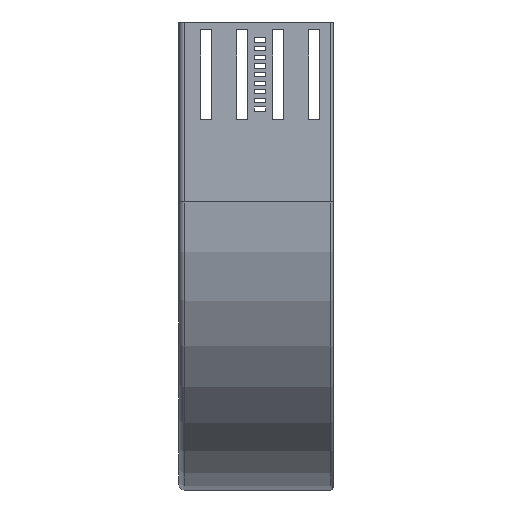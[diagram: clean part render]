
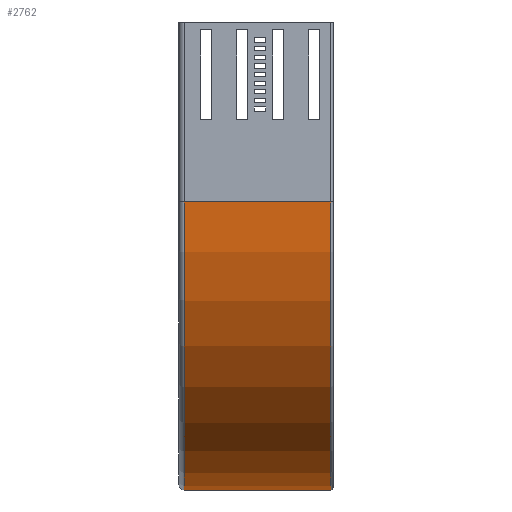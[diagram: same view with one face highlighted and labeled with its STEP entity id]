
A CAD part, left-side view. The second image highlights one B-rep face of the part: STEP entity #2762.
In plain terms, the highlighted cylindrical face has radius 200 mm (diameter 400 mm), a partial arc.
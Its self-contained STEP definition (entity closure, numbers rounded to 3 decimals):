
#74 = DIRECTION ( 'NONE',  ( -1., 0., 0. ) ) ;
#759 = AXIS2_PLACEMENT_3D ( 'NONE', #17644, #1413, #5972 ) ;
#970 = CARTESIAN_POINT ( 'NONE',  ( 0., 1.75, -125. ) ) ;
#1282 = ORIENTED_EDGE ( 'NONE', *, *, #5077, .F. ) ;
#1413 = DIRECTION ( 'NONE',  ( 0., -1., 0. ) ) ;
#2087 = CARTESIAN_POINT ( 'NONE',  ( 0., 103.25, -125. ) ) ;
#2234 = ORIENTED_EDGE ( 'NONE', *, *, #5530, .T. ) ;
#2762 = ADVANCED_FACE ( 'NONE', ( #7576 ), #14699, .T. ) ;
#3226 = CARTESIAN_POINT ( 'NONE',  ( 200., 0., -325. ) ) ;
#3320 = DIRECTION ( 'NONE',  ( 0., 1., 0. ) ) ;
#3646 = LINE ( 'NONE', #9398, #17542 ) ;
#5077 = EDGE_CURVE ( 'NONE', #11059, #14157, #16039, .T. ) ;
#5250 = EDGE_LOOP ( 'NONE', ( #2234, #1282, #16911, #5874 ) ) ;
#5338 = DIRECTION ( 'NONE',  ( -1., 0., 0. ) ) ;
#5530 = EDGE_CURVE ( 'NONE', #10499, #14157, #11022, .T. ) ;
#5874 = ORIENTED_EDGE ( 'NONE', *, *, #11381, .T. ) ;
#5954 = CARTESIAN_POINT ( 'NONE',  ( 200., 103.25, -125. ) ) ;
#5972 = DIRECTION ( 'NONE',  ( 0., 0., -1. ) ) ;
#6866 = DIRECTION ( 'NONE',  ( 0., 1., 0. ) ) ;
#7401 = VECTOR ( 'NONE', #3320, 1000. ) ;
#7576 = FACE_OUTER_BOUND ( 'NONE', #5250, .T. ) ;
#7607 = VERTEX_POINT ( 'NONE', #970 ) ;
#8469 = CARTESIAN_POINT ( 'NONE',  ( 200., 1.75, -325. ) ) ;
#8586 = AXIS2_PLACEMENT_3D ( 'NONE', #5954, #17528, #74 ) ;
#9398 = CARTESIAN_POINT ( 'NONE',  ( 0., 0., -125. ) ) ;
#10499 = VERTEX_POINT ( 'NONE', #2087 ) ;
#11022 = CIRCLE ( 'NONE', #8586, 200. ) ;
#11059 = VERTEX_POINT ( 'NONE', #8469 ) ;
#11381 = EDGE_CURVE ( 'NONE', #7607, #10499, #3646, .T. ) ;
#12300 = CIRCLE ( 'NONE', #15953, 200. ) ;
#12627 = CARTESIAN_POINT ( 'NONE',  ( 200., 1.75, -125. ) ) ;
#14157 = VERTEX_POINT ( 'NONE', #16677 ) ;
#14699 = CYLINDRICAL_SURFACE ( 'NONE', #759, 200. ) ;
#15953 = AXIS2_PLACEMENT_3D ( 'NONE', #12627, #18335, #5338 ) ;
#16039 = LINE ( 'NONE', #3226, #7401 ) ;
#16282 = EDGE_CURVE ( 'NONE', #7607, #11059, #12300, .T. ) ;
#16677 = CARTESIAN_POINT ( 'NONE',  ( 200., 103.25, -325. ) ) ;
#16911 = ORIENTED_EDGE ( 'NONE', *, *, #16282, .F. ) ;
#17528 = DIRECTION ( 'NONE',  ( 0., -1., 0. ) ) ;
#17542 = VECTOR ( 'NONE', #6866, 1000. ) ;
#17644 = CARTESIAN_POINT ( 'NONE',  ( 200., 0., -125. ) ) ;
#18335 = DIRECTION ( 'NONE',  ( 0., -1., 0. ) ) ;
